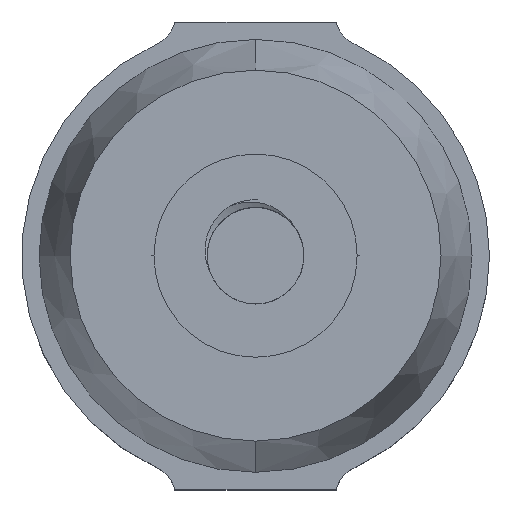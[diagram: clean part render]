
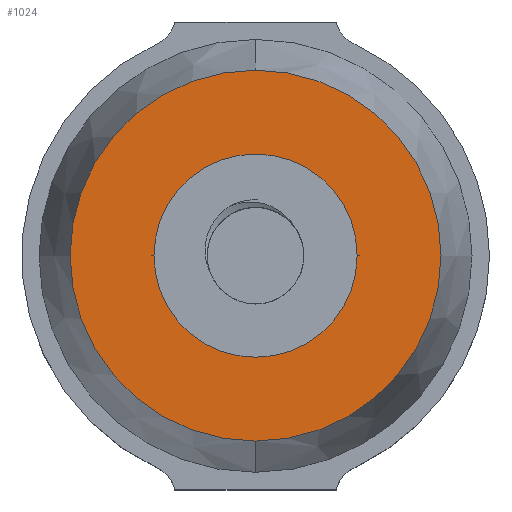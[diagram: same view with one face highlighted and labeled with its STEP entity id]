
A CAD part, top view. The second image highlights one B-rep face of the part: STEP entity #1024.
In plain terms, the highlighted planar face has unit normal (0, 0, 1).
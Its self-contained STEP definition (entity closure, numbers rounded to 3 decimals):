
#182 = DIRECTION ( 'NONE',  ( 0., 0., 1. ) ) ;
#193 = DIRECTION ( 'NONE',  ( -1., 0., 0. ) ) ;
#227 = DIRECTION ( 'NONE',  ( -1., 0., 0. ) ) ;
#316 = AXIS2_PLACEMENT_3D ( 'NONE', #3980, #1373, #3629 ) ;
#341 = CIRCLE ( 'NONE', #2676, 11.5 ) ;
#391 = DIRECTION ( 'NONE',  ( 0., 0., 1. ) ) ;
#541 = CIRCLE ( 'NONE', #316, 11.5 ) ;
#715 = VERTEX_POINT ( 'NONE', #1683 ) ;
#820 = ORIENTED_EDGE ( 'NONE', *, *, #842, .F. ) ;
#842 = EDGE_CURVE ( 'NONE', #715, #3220, #907, .T. ) ;
#907 = CIRCLE ( 'NONE', #1128, 6.3 ) ;
#912 = PLANE ( 'NONE',  #4112 ) ;
#962 = ORIENTED_EDGE ( 'NONE', *, *, #3547, .T. ) ;
#1024 = ADVANCED_FACE ( 'NONE', ( #3291, #1165 ), #912, .F. ) ;
#1042 = ORIENTED_EDGE ( 'NONE', *, *, #2699, .F. ) ;
#1128 = AXIS2_PLACEMENT_3D ( 'NONE', #1224, #2438, #227 ) ;
#1165 = FACE_OUTER_BOUND ( 'NONE', #1924, .T. ) ;
#1224 = CARTESIAN_POINT ( 'NONE',  ( 0., 0., 12.5 ) ) ;
#1330 = DIRECTION ( 'NONE',  ( 0., -1., 0. ) ) ;
#1373 = DIRECTION ( 'NONE',  ( 0., 0., 1. ) ) ;
#1393 = ORIENTED_EDGE ( 'NONE', *, *, #3707, .T. ) ;
#1587 = DIRECTION ( 'NONE',  ( 0., 0., -1. ) ) ;
#1634 = VERTEX_POINT ( 'NONE', #2077 ) ;
#1683 = CARTESIAN_POINT ( 'NONE',  ( 6.3, 0., 12.5 ) ) ;
#1760 = CIRCLE ( 'NONE', #3398, 6.3 ) ;
#1850 = EDGE_LOOP ( 'NONE', ( #1042, #820 ) ) ;
#1924 = EDGE_LOOP ( 'NONE', ( #1393, #962 ) ) ;
#2077 = CARTESIAN_POINT ( 'NONE',  ( 0., 11.5, 12.5 ) ) ;
#2128 = CARTESIAN_POINT ( 'NONE',  ( 0., 0., 12.5 ) ) ;
#2220 = CARTESIAN_POINT ( 'NONE',  ( 0., 11.5, 12.5 ) ) ;
#2282 = CARTESIAN_POINT ( 'NONE',  ( 0., 0., 12.5 ) ) ;
#2438 = DIRECTION ( 'NONE',  ( 0., 0., 1. ) ) ;
#2676 = AXIS2_PLACEMENT_3D ( 'NONE', #2282, #391, #1330 ) ;
#2699 = EDGE_CURVE ( 'NONE', #3220, #715, #1760, .T. ) ;
#3220 = VERTEX_POINT ( 'NONE', #3656 ) ;
#3287 = VERTEX_POINT ( 'NONE', #3702 ) ;
#3291 = FACE_BOUND ( 'NONE', #1850, .T. ) ;
#3398 = AXIS2_PLACEMENT_3D ( 'NONE', #2128, #182, #193 ) ;
#3547 = EDGE_CURVE ( 'NONE', #3287, #1634, #341, .T. ) ;
#3629 = DIRECTION ( 'NONE',  ( 0., -1., 0. ) ) ;
#3656 = CARTESIAN_POINT ( 'NONE',  ( -6.3, 0., 12.5 ) ) ;
#3702 = CARTESIAN_POINT ( 'NONE',  ( 0., -11.5, 12.5 ) ) ;
#3707 = EDGE_CURVE ( 'NONE', #1634, #3287, #541, .T. ) ;
#3791 = DIRECTION ( 'NONE',  ( 0., 1., 0. ) ) ;
#3980 = CARTESIAN_POINT ( 'NONE',  ( 0., 0., 12.5 ) ) ;
#4112 = AXIS2_PLACEMENT_3D ( 'NONE', #2220, #1587, #3791 ) ;
